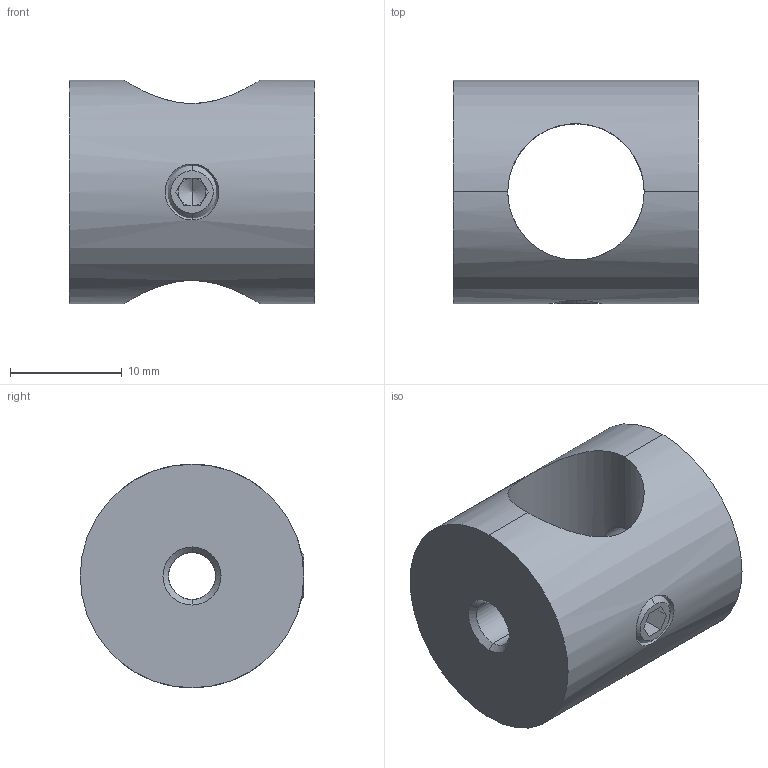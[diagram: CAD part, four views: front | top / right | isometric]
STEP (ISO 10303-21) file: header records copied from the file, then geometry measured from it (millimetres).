
FILE_DESCRIPTION (( 'STEP AP203' ), '1' );
FILE_NAME ('50496-240.step', '2020-10-12T11:19:34', ( '' ), ( '' ), 'SwSTEP 2.0', 'SolidWorks 2018', '' );
FILE_SCHEMA (( 'CONFIG_CONTROL_DESIGN' ));
Length unit declared in the file: millimetre
Products named in the file (6): 5049X-240 Teil1; DIN913_DIN 913 M5x4; DIN913; 5049X-240 Teil1_50496-240 Teil1; 50496-240
Assembly tree (3 placements, depth 2):
  5049X-240 Teil1
  50496-240
    DIN913
  50496-240
    5049X-240 Teil1_50496-240 Teil1
    DIN913_DIN 913 M5x4
Bounding box: 22 x 20 x 20 mm (x, y, z)
Volume: 4543.4 mm3; surface area: 2659.2 mm2
Topology: 2 solids, 2 shells, 40 faces, 98 edges, 58 vertices
Faces by surface type: plane 16, cylinder 12, cone 10, bspline 2
Entity records: 4761 total; most frequent: CARTESIAN_POINT 3275, DIRECTION 200, ORIENTED_EDGE 190, EDGE_CURVE 95, AXIS2_PLACEMENT_3D 75, VERTEX_POINT 56, PERSON_AND_ORGANIZATION 51, LINE 50
